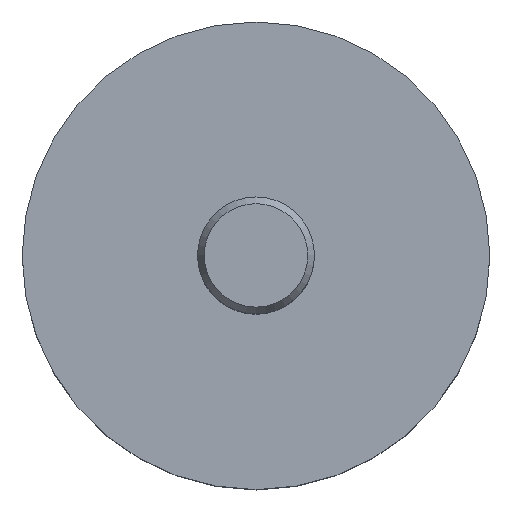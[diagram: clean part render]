
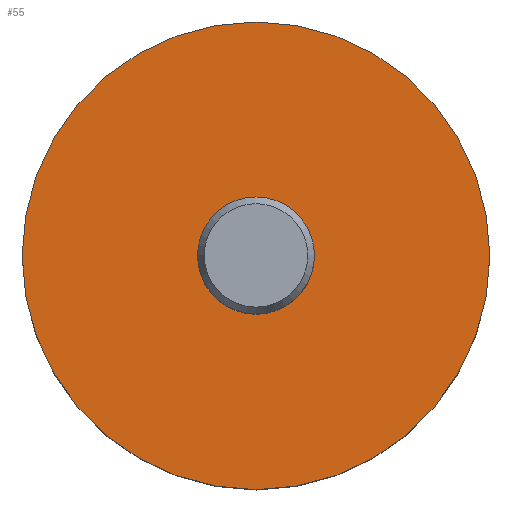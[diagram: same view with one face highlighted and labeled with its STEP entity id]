
A CAD part, top view. The second image highlights one B-rep face of the part: STEP entity #55.
In plain terms, the highlighted planar face has unit normal (0, 0, 1).
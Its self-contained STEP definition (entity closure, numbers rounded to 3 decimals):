
#41=FACE_BOUND('',#71,.T.);
#42=FACE_BOUND('',#72,.T.);
#55=ADVANCED_FACE('',(#41,#42),#63,.T.);
#63=PLANE('',#131);
#71=EDGE_LOOP('',(#87));
#72=EDGE_LOOP('',(#88));
#87=ORIENTED_EDGE('',*,*,#110,.T.);
#88=ORIENTED_EDGE('',*,*,#111,.F.);
#102=VERTEX_POINT('',#185);
#103=VERTEX_POINT('',#188);
#110=EDGE_CURVE('',#102,#102,#118,.T.);
#111=EDGE_CURVE('',#103,#103,#119,.T.);
#118=CIRCLE('',#128,5.);
#119=CIRCLE('',#130,20.);
#128=AXIS2_PLACEMENT_3D('',#184,#150,#151);
#130=AXIS2_PLACEMENT_3D('',#187,#154,#155);
#131=AXIS2_PLACEMENT_3D('',#189,#156,#157);
#150=DIRECTION('',(0.,0.,-1.));
#151=DIRECTION('',(-1.,0.,0.));
#154=DIRECTION('',(0.,0.,-1.));
#155=DIRECTION('',(-1.,0.,0.));
#156=DIRECTION('',(0.,0.,1.));
#157=DIRECTION('',(1.,0.,0.));
#184=CARTESIAN_POINT('',(0.,0.,18.));
#185=CARTESIAN_POINT('',(-5.,0.,18.));
#187=CARTESIAN_POINT('',(0.,0.,18.));
#188=CARTESIAN_POINT('',(-20.,0.,18.));
#189=CARTESIAN_POINT('',(0.,20.,18.));
